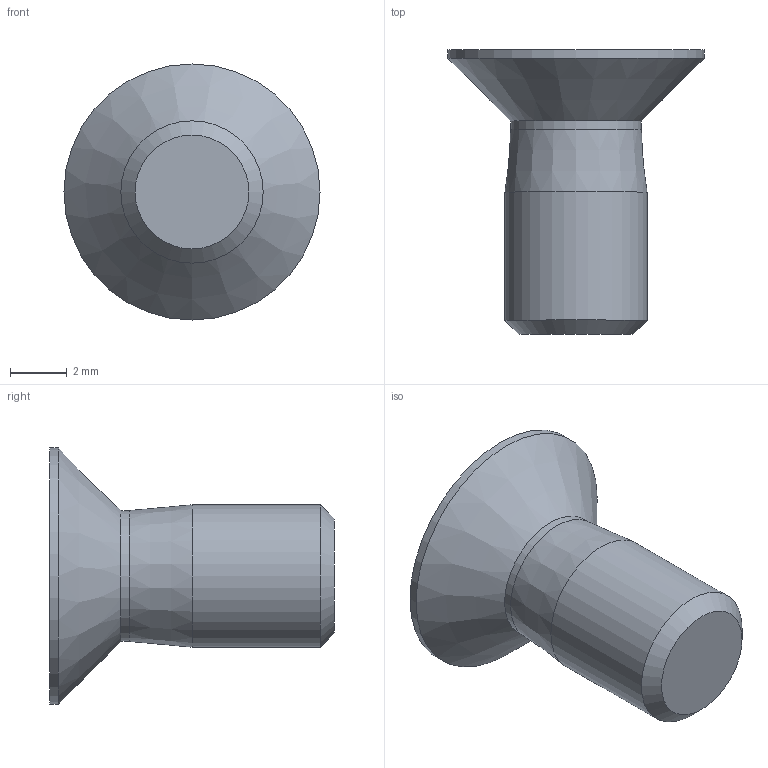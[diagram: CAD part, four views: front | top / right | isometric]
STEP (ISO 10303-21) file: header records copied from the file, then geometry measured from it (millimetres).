
FILE_DESCRIPTION (( 'STEP AP203' ), '1' );
FILE_NAME ('58372-240-10.step', '2020-01-24T10:45:45', ( '' ), ( '' ), 'SwSTEP 2.0', 'SolidWorks 2015', '' );
FILE_SCHEMA (( 'CONFIG_CONTROL_DESIGN' ));
Length unit declared in the file: millimetre
Products named in the file (2): 58372-240-10
Bounding box: 9 x 10 x 9 mm (x, y, z)
Volume: 230.2 mm3; surface area: 299.5 mm2
Topology: 1 solids, 1 shells, 274 faces, 724 edges, 481 vertices
Faces by surface type: plane 151, bspline 117, cylinder 3, cone 3
Full cylindrical faces by diameter (mm): 4.6 x1, 5 x1, 9 x1
Entity records: 14548 total; most frequent: CARTESIAN_POINT 8422, ORIENTED_EDGE 1436, DIRECTION 809, EDGE_CURVE 718, VERTEX_POINT 481, VECTOR 477, LINE 477, EDGE_LOOP 309
